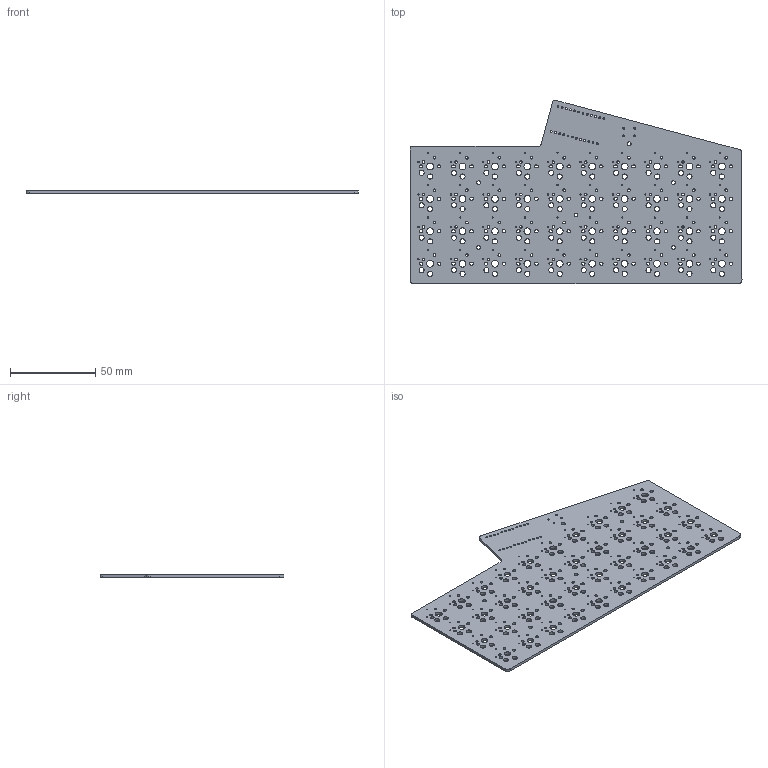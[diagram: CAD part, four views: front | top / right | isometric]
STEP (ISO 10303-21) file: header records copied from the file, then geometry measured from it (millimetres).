
FILE_DESCRIPTION(('KiCad electronic assembly'),'2;1');
FILE_NAME('V4.step','2022-09-25T12:11:07',('Pcbnew'),('Kicad'), 'Open CASCADE STEP processor 7.5','KiCad to STEP converter','Unknown' );
FILE_SCHEMA(('AUTOMOTIVE_DESIGN { 1 0 10303 214 1 1 1 1 }'));
Length unit declared in the file: millimetre
Products named in the file (2): V4 1; V4 PCB
Assembly tree (1 placements, depth 2):
  V4 1
    V4 PCB
Bounding box: 195.07 x 107.87 x 1.6 mm (x, y, z)
Volume: 25161.5 mm3; surface area: 36270 mm2
Topology: 1 solids, 1 shells, 572 faces, 1710 edges, 1140 vertices
Faces by surface type: cylinder 560, plane 12
Full cylindrical faces by diameter (mm): 0.7 x80, 1.092 x24, 1.1 x4, 1.499 x80, 2.2 x6, 3 x80, 3.988 x40
Entity records: 46847 total; most frequent: CARTESIAN_POINT 13884, DIRECTION 5958, ORIENTED_EDGE 3420, PCURVE 3420, DEFINITIONAL_REPRESENTATION 3420, LINE 2570, VECTOR 2570, EDGE_CURVE 1710
